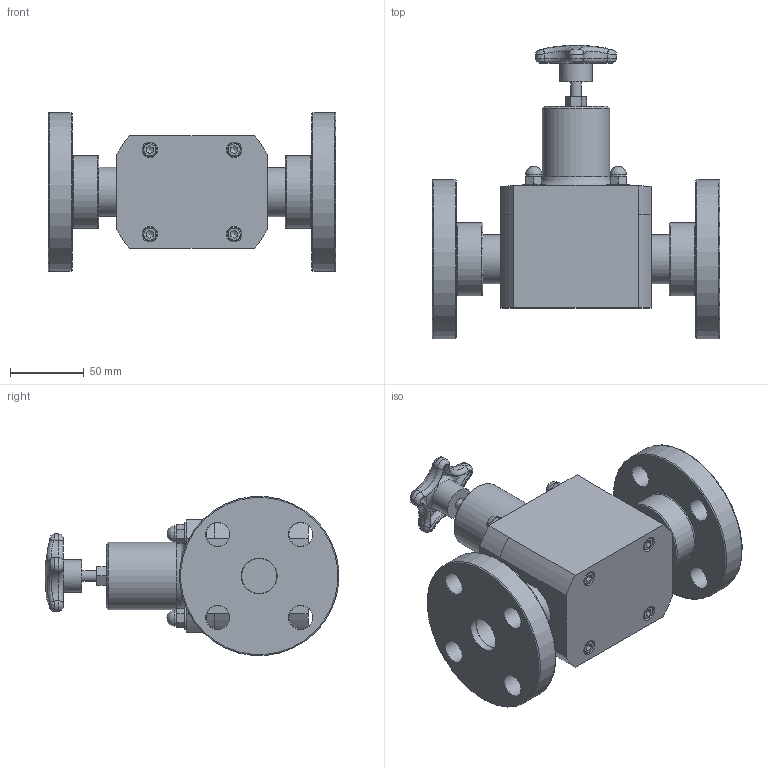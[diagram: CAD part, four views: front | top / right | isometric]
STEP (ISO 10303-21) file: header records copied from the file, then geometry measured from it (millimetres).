
FILE_DESCRIPTION((''),'2;1');
FILE_NAME('TVBF10-PVC-G_R0.stp','2017-07-25T10:02:57',('salesdesk5'),(''),'Autodesk Inventor 2009','Autodesk Inventor 2009','');
FILE_SCHEMA(('AUTOMOTIVE_DESIGN { 1 0 10303 214 1 1 1 1 }'));
Length unit declared in the file: inch
Products named in the file (1): TVBF10-PVC-G_R0
Bounding box: 194.56 x 198.59 x 107.54 mm (x, y, z)
Volume: 1028770.2 mm3; surface area: 141984.4 mm2
Topology: 1 solids, 5 shells, 423 faces, 981 edges, 599 vertices
Faces by surface type: plane 164, bspline 107, cylinder 71, torus 41, cone 23, sphere 17
Full cylindrical faces by diameter (mm): 4.445 x4, 7.442 x1, 9.525 x4, 10.998 x4, 15.875 x4, 16.002 x8, 22.098 x1, 23.774 x2, 24.308 x2, 33.401 x2, 45.72 x1, 49.301 x2, 107.95 x2
Entity records: 16105 total; most frequent: CARTESIAN_POINT 7117, ORIENTED_EDGE 1740, DIRECTION 1688, EDGE_CURVE 870, AXIS2_PLACEMENT_3D 724, VERTEX_POINT 589, EDGE_LOOP 571, FACE_OUTER_BOUND 423
